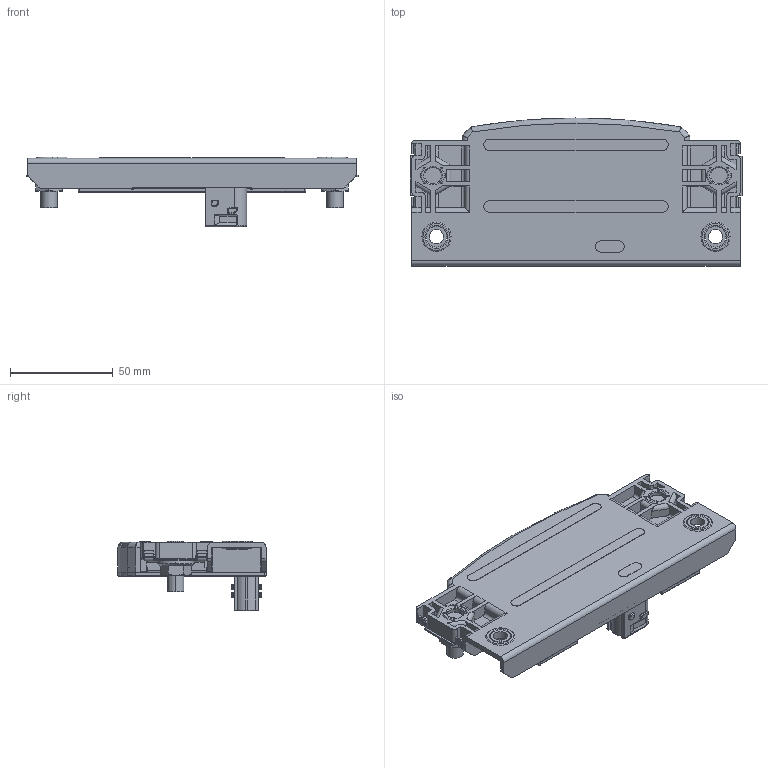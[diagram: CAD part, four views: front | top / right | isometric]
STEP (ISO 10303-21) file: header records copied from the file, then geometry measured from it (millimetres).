
FILE_DESCRIPTION((''),'2;1');
FILE_NAME('ZBZEPR_SW0002','2015-05-20T',('wullermann'),(''),'PRO/ENGINEER BY PARAMETRIC TECHNOLOGY CORPORATION, 2014200','PRO/ENGINEER BY PARAMETRIC TECHNOLOGY CORPORATION, 2014200','');
FILE_SCHEMA(('AUTOMOTIVE_DESIGN { 1 0 10303 214 1 1 1 1 }'));
Products named in the file (1): ZBZEPR_SW0002
Bounding box: 161.8 x 72.14 x 33.9 mm (x, y, z)
Surface area: 57773.6 mm2 (no closed solid volume)
Topology: 0 solids, 63 shells, 1035 faces, 4207 edges, 3182 vertices
Faces by surface type: plane 481, cylinder 349, torus 86, bspline 80, cone 21, sphere 18
Entity records: 60729 total; most frequent: CARTESIAN_POINT 19660, DIRECTION 6948, ORIENTED_EDGE 6339, EDGE_CURVE 4207, VERTEX_POINT 3182, AXIS2_PLACEMENT_3D 2320, VECTOR 2308, LINE 2308
